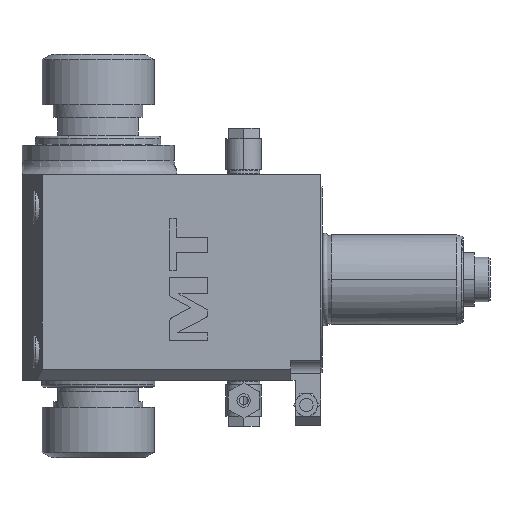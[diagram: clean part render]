
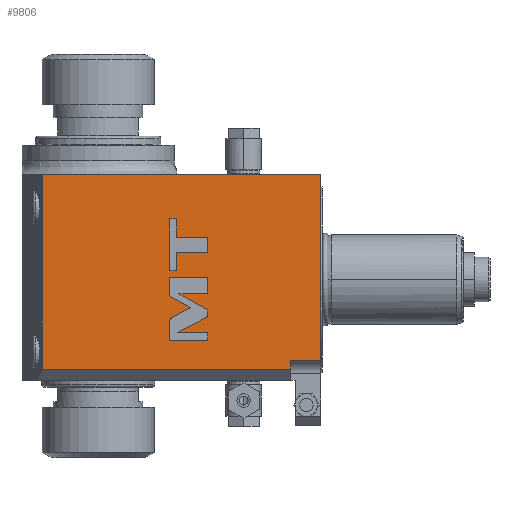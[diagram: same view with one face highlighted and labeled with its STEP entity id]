
A CAD part, front view. The second image highlights one B-rep face of the part: STEP entity #9806.
In plain terms, the highlighted planar face has unit normal (0, -1, 0).
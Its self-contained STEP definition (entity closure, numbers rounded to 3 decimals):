
#2414=DIRECTION('',(-1.,0.,0.));
#2415=VECTOR('',#2414,124.5);
#2416=CARTESIAN_POINT('',(-0.5,-42.,47.));
#2417=LINE('',#2416,#2415);
#2744=CARTESIAN_POINT('',(-66.893,-42.,-16.804));
#2745=CARTESIAN_POINT('',(-67.576,-42.,-17.157));
#2746=CARTESIAN_POINT('',(-68.,-42.,-17.854));
#2747=CARTESIAN_POINT('',(-68.,-42.,-18.623));
#2749=DIRECTION('',(0.,0.,-1.));
#2750=VECTOR('',#2749,8.546);
#2751=CARTESIAN_POINT('',(-68.,-42.,-18.623));
#2752=LINE('',#2751,#2750);
#2753=DIRECTION('',(1.,0.,0.));
#2754=VECTOR('',#2753,17.);
#2755=CARTESIAN_POINT('',(-68.,-42.,-27.169));
#2756=LINE('',#2755,#2754);
#2757=DIRECTION('',(0.,0.,1.));
#2758=VECTOR('',#2757,3.536);
#2759=CARTESIAN_POINT('',(-51.,-42.,-27.169));
#2760=LINE('',#2759,#2758);
#2761=DIRECTION('',(-1.,0.,0.));
#2762=VECTOR('',#2761,13.772);
#2763=CARTESIAN_POINT('',(-51.,-42.,-23.633));
#2764=LINE('',#2763,#2762);
#2765=DIRECTION('',(0.888,0.,0.459));
#2766=VECTOR('',#2765,14.258);
#2767=CARTESIAN_POINT('',(-64.772,-42.,-23.633));
#2768=LINE('',#2767,#2766);
#2769=CARTESIAN_POINT('',(-52.107,-42.,-17.084));
#2770=CARTESIAN_POINT('',(-51.424,-42.,-16.731));
#2771=CARTESIAN_POINT('',(-51.,-42.,-16.034));
#2772=CARTESIAN_POINT('',(-51.,-42.,-15.264));
#2774=DIRECTION('',(0.,0.,1.));
#2775=VECTOR('',#2774,1.773);
#2776=CARTESIAN_POINT('',(-51.,-42.,-15.264));
#2777=LINE('',#2776,#2775);
#2778=DIRECTION('',(-0.877,0.,0.481));
#2779=VECTOR('',#2778,14.75);
#2780=CARTESIAN_POINT('',(-51.,-42.,-13.491));
#2781=LINE('',#2780,#2779);
#2782=DIRECTION('',(1.,0.,0.));
#2783=VECTOR('',#2782,12.93);
#2784=CARTESIAN_POINT('',(-63.93,-42.,-6.394));
#2785=LINE('',#2784,#2783);
#2786=DIRECTION('',(0.,0.,1.));
#2787=VECTOR('',#2786,7.154);
#2788=CARTESIAN_POINT('',(-51.,-42.,-6.394));
#2789=LINE('',#2788,#2787);
#2790=DIRECTION('',(-1.,0.,0.));
#2791=VECTOR('',#2790,17.);
#2792=CARTESIAN_POINT('',(-51.,-42.,0.76));
#2793=LINE('',#2792,#2791);
#2794=DIRECTION('',(0.,0.,-1.));
#2795=VECTOR('',#2794,8.065);
#2796=CARTESIAN_POINT('',(-68.,-42.,0.76));
#2797=LINE('',#2796,#2795);
#2798=DIRECTION('',(0.877,0.,-0.481));
#2799=VECTOR('',#2798,10.778);
#2800=CARTESIAN_POINT('',(-68.,-42.,-7.305));
#2801=LINE('',#2800,#2799);
#2802=DIRECTION('',(-0.888,0.,-0.459));
#2803=VECTOR('',#2802,9.39);
#2804=CARTESIAN_POINT('',(-58.552,-42.,-12.491));
#2805=LINE('',#2804,#2803);
#2806=DIRECTION('',(1.,0.,0.));
#2807=VECTOR('',#2806,14.105);
#2808=CARTESIAN_POINT('',(-65.105,-42.,12.193));
#2809=LINE('',#2808,#2807);
#2810=DIRECTION('',(0.,0.,1.));
#2811=VECTOR('',#2810,6.733);
#2812=CARTESIAN_POINT('',(-51.,-42.,12.193));
#2813=LINE('',#2812,#2811);
#2814=DIRECTION('',(-1.,0.,0.));
#2815=VECTOR('',#2814,14.105);
#2816=CARTESIAN_POINT('',(-51.,-42.,18.926));
#2817=LINE('',#2816,#2815);
#2818=DIRECTION('',(0.,0.,1.));
#2819=VECTOR('',#2818,8.242);
#2820=CARTESIAN_POINT('',(-65.105,-42.,18.926));
#2821=LINE('',#2820,#2819);
#2822=DIRECTION('',(-1.,0.,0.));
#2823=VECTOR('',#2822,2.895);
#2824=CARTESIAN_POINT('',(-65.105,-42.,27.168));
#2825=LINE('',#2824,#2823);
#2826=DIRECTION('',(0.,0.,-1.));
#2827=VECTOR('',#2826,23.217);
#2828=CARTESIAN_POINT('',(-68.,-42.,27.168));
#2829=LINE('',#2828,#2827);
#2830=DIRECTION('',(1.,0.,0.));
#2831=VECTOR('',#2830,2.895);
#2832=CARTESIAN_POINT('',(-68.,-42.,3.951));
#2833=LINE('',#2832,#2831);
#2834=DIRECTION('',(0.,0.,1.));
#2835=VECTOR('',#2834,8.242);
#2836=CARTESIAN_POINT('',(-65.105,-42.,3.951));
#2837=LINE('',#2836,#2835);
#2838=DIRECTION('',(0.,0.,-1.));
#2839=VECTOR('',#2838,87.);
#2840=CARTESIAN_POINT('',(-125.,-42.,47.));
#2841=LINE('',#2840,#2839);
#2842=DIRECTION('',(0.,0.,1.));
#2843=VECTOR('',#2842,83.);
#2844=CARTESIAN_POINT('',(-0.5,-42.,-36.));
#2845=LINE('',#2844,#2843);
#2846=DIRECTION('',(-1.,0.,0.));
#2847=VECTOR('',#2846,13.5);
#2848=CARTESIAN_POINT('',(-0.5,-42.,-36.));
#2849=LINE('',#2848,#2847);
#2850=DIRECTION('',(0.,0.,1.));
#2851=VECTOR('',#2850,4.);
#2852=CARTESIAN_POINT('',(-14.,-42.,-40.));
#2853=LINE('',#2852,#2851);
#3040=DIRECTION('',(1.,0.,0.));
#3041=VECTOR('',#3040,111.);
#3042=CARTESIAN_POINT('',(-125.,-42.,-40.));
#3043=LINE('',#3042,#3041);
#6080=CARTESIAN_POINT('',(-14.,-42.,-36.));
#6082=VERTEX_POINT('',#6080);
#6115=CARTESIAN_POINT('',(-0.5,-42.,-36.));
#6116=VERTEX_POINT('',#6115);
#6151=CARTESIAN_POINT('',(-0.5,-42.,47.));
#6153=VERTEX_POINT('',#6151);
#6198=CARTESIAN_POINT('',(-125.,-42.,-40.));
#6200=VERTEX_POINT('',#6198);
#6214=CARTESIAN_POINT('',(-125.,-42.,47.));
#6216=VERTEX_POINT('',#6214);
#7088=CARTESIAN_POINT('',(-66.893,-42.,-16.804));
#7089=VERTEX_POINT('',#7088);
#7090=CARTESIAN_POINT('',(-68.,-42.,-18.623));
#7091=VERTEX_POINT('',#7090);
#7092=CARTESIAN_POINT('',(-68.,-42.,-27.169));
#7093=VERTEX_POINT('',#7092);
#7094=CARTESIAN_POINT('',(-51.,-42.,-27.169));
#7095=VERTEX_POINT('',#7094);
#7096=CARTESIAN_POINT('',(-51.,-42.,-23.633));
#7097=VERTEX_POINT('',#7096);
#7098=CARTESIAN_POINT('',(-64.772,-42.,-23.633));
#7099=VERTEX_POINT('',#7098);
#7100=CARTESIAN_POINT('',(-52.107,-42.,-17.084));
#7101=VERTEX_POINT('',#7100);
#7102=CARTESIAN_POINT('',(-51.,-42.,-15.264));
#7103=VERTEX_POINT('',#7102);
#7104=CARTESIAN_POINT('',(-51.,-42.,-13.491));
#7105=VERTEX_POINT('',#7104);
#7106=CARTESIAN_POINT('',(-63.93,-42.,-6.394));
#7107=VERTEX_POINT('',#7106);
#7108=CARTESIAN_POINT('',(-51.,-42.,-6.394));
#7109=VERTEX_POINT('',#7108);
#7110=CARTESIAN_POINT('',(-51.,-42.,0.76));
#7111=VERTEX_POINT('',#7110);
#7112=CARTESIAN_POINT('',(-68.,-42.,0.76));
#7113=VERTEX_POINT('',#7112);
#7114=CARTESIAN_POINT('',(-68.,-42.,-7.305));
#7115=VERTEX_POINT('',#7114);
#7116=CARTESIAN_POINT('',(-58.552,-42.,-12.491));
#7117=VERTEX_POINT('',#7116);
#7118=CARTESIAN_POINT('',(-65.105,-42.,12.193));
#7119=VERTEX_POINT('',#7118);
#7120=CARTESIAN_POINT('',(-51.,-42.,12.193));
#7121=VERTEX_POINT('',#7120);
#7122=CARTESIAN_POINT('',(-51.,-42.,18.926));
#7123=VERTEX_POINT('',#7122);
#7124=CARTESIAN_POINT('',(-65.105,-42.,18.926));
#7125=VERTEX_POINT('',#7124);
#7126=CARTESIAN_POINT('',(-65.105,-42.,27.168));
#7127=VERTEX_POINT('',#7126);
#7128=CARTESIAN_POINT('',(-68.,-42.,27.168));
#7129=VERTEX_POINT('',#7128);
#7130=CARTESIAN_POINT('',(-68.,-42.,3.951));
#7131=VERTEX_POINT('',#7130);
#7132=CARTESIAN_POINT('',(-65.105,-42.,3.951));
#7133=VERTEX_POINT('',#7132);
#7138=CARTESIAN_POINT('',(-14.,-42.,-40.));
#7140=VERTEX_POINT('',#7138);
#9740=CARTESIAN_POINT('',(-73.5,-42.,-45.));
#9741=DIRECTION('',(0.,-1.,0.));
#9742=DIRECTION('',(0.,0.,1.));
#9743=AXIS2_PLACEMENT_3D('',#9740,#9741,#9742);
#9744=PLANE('',#9743);
#9746=ORIENTED_EDGE('',*,*,#9745,.F.);
#9747=ORIENTED_EDGE('',*,*,#9703,.F.);
#9748=ORIENTED_EDGE('',*,*,#9618,.F.);
#9749=ORIENTED_EDGE('',*,*,#8109,.F.);
#9751=ORIENTED_EDGE('',*,*,#9750,.T.);
#9753=ORIENTED_EDGE('',*,*,#9752,.F.);
#9754=EDGE_LOOP('',(#9746,#9747,#9748,#9749,#9751,#9753));
#9755=FACE_OUTER_BOUND('',#9754,.F.);
#9757=ORIENTED_EDGE('',*,*,#9756,.T.);
#9759=ORIENTED_EDGE('',*,*,#9758,.T.);
#9761=ORIENTED_EDGE('',*,*,#9760,.T.);
#9763=ORIENTED_EDGE('',*,*,#9762,.T.);
#9765=ORIENTED_EDGE('',*,*,#9764,.T.);
#9767=ORIENTED_EDGE('',*,*,#9766,.T.);
#9769=ORIENTED_EDGE('',*,*,#9768,.T.);
#9771=ORIENTED_EDGE('',*,*,#9770,.T.);
#9772=EDGE_LOOP('',(#9757,#9759,#9761,#9763,#9765,#9767,#9769,#9771));
#9773=FACE_BOUND('',#9772,.F.);
#9775=ORIENTED_EDGE('',*,*,#9774,.T.);
#9777=ORIENTED_EDGE('',*,*,#9776,.T.);
#9779=ORIENTED_EDGE('',*,*,#9778,.T.);
#9781=ORIENTED_EDGE('',*,*,#9780,.T.);
#9783=ORIENTED_EDGE('',*,*,#9782,.T.);
#9785=ORIENTED_EDGE('',*,*,#9784,.T.);
#9787=ORIENTED_EDGE('',*,*,#9786,.T.);
#9789=ORIENTED_EDGE('',*,*,#9788,.T.);
#9791=ORIENTED_EDGE('',*,*,#9790,.T.);
#9793=ORIENTED_EDGE('',*,*,#9792,.T.);
#9795=ORIENTED_EDGE('',*,*,#9794,.T.);
#9797=ORIENTED_EDGE('',*,*,#9796,.T.);
#9799=ORIENTED_EDGE('',*,*,#9798,.T.);
#9801=ORIENTED_EDGE('',*,*,#9800,.T.);
#9803=ORIENTED_EDGE('',*,*,#9802,.T.);
#9804=EDGE_LOOP('',(#9775,#9777,#9779,#9781,#9783,#9785,#9787,#9789,#9791,#9793,
#9795,#9797,#9799,#9801,#9803));
#9805=FACE_BOUND('',#9804,.F.);
#9806=ADVANCED_FACE('',(#9755,#9773,#9805),#9744,.T.);
#2748=B_SPLINE_CURVE_WITH_KNOTS('',3,(#2744,#2745,#2746,#2747),.UNSPECIFIED.,
.F.,.F.,(4,4),(0.,1.),.UNSPECIFIED.);
#2773=B_SPLINE_CURVE_WITH_KNOTS('',3,(#2769,#2770,#2771,#2772),.UNSPECIFIED.,
.F.,.F.,(4,4),(0.,1.),.UNSPECIFIED.);
#8109=EDGE_CURVE('',#6116,#6153,#2845,.T.);
#9618=EDGE_CURVE('',#6153,#6216,#2417,.T.);
#9703=EDGE_CURVE('',#6216,#6200,#2841,.T.);
#9745=EDGE_CURVE('',#6200,#7140,#3043,.T.);
#9750=EDGE_CURVE('',#6116,#6082,#2849,.T.);
#9752=EDGE_CURVE('',#7140,#6082,#2853,.T.);
#9756=EDGE_CURVE('',#7119,#7121,#2809,.T.);
#9758=EDGE_CURVE('',#7121,#7123,#2813,.T.);
#9760=EDGE_CURVE('',#7123,#7125,#2817,.T.);
#9762=EDGE_CURVE('',#7125,#7127,#2821,.T.);
#9764=EDGE_CURVE('',#7127,#7129,#2825,.T.);
#9766=EDGE_CURVE('',#7129,#7131,#2829,.T.);
#9768=EDGE_CURVE('',#7131,#7133,#2833,.T.);
#9770=EDGE_CURVE('',#7133,#7119,#2837,.T.);
#9774=EDGE_CURVE('',#7089,#7091,#2748,.T.);
#9776=EDGE_CURVE('',#7091,#7093,#2752,.T.);
#9778=EDGE_CURVE('',#7093,#7095,#2756,.T.);
#9780=EDGE_CURVE('',#7095,#7097,#2760,.T.);
#9782=EDGE_CURVE('',#7097,#7099,#2764,.T.);
#9784=EDGE_CURVE('',#7099,#7101,#2768,.T.);
#9786=EDGE_CURVE('',#7101,#7103,#2773,.T.);
#9788=EDGE_CURVE('',#7103,#7105,#2777,.T.);
#9790=EDGE_CURVE('',#7105,#7107,#2781,.T.);
#9792=EDGE_CURVE('',#7107,#7109,#2785,.T.);
#9794=EDGE_CURVE('',#7109,#7111,#2789,.T.);
#9796=EDGE_CURVE('',#7111,#7113,#2793,.T.);
#9798=EDGE_CURVE('',#7113,#7115,#2797,.T.);
#9800=EDGE_CURVE('',#7115,#7117,#2801,.T.);
#9802=EDGE_CURVE('',#7117,#7089,#2805,.T.);
